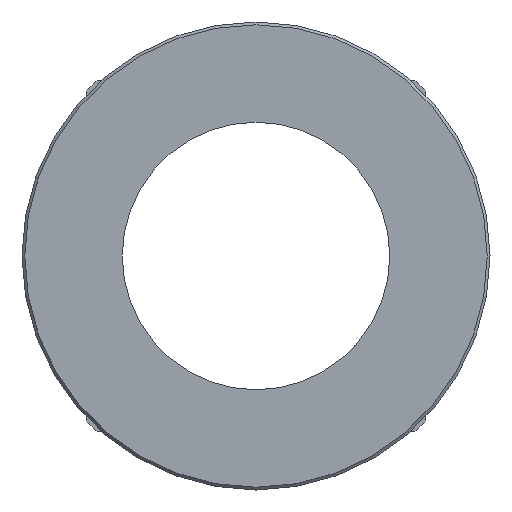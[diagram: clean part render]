
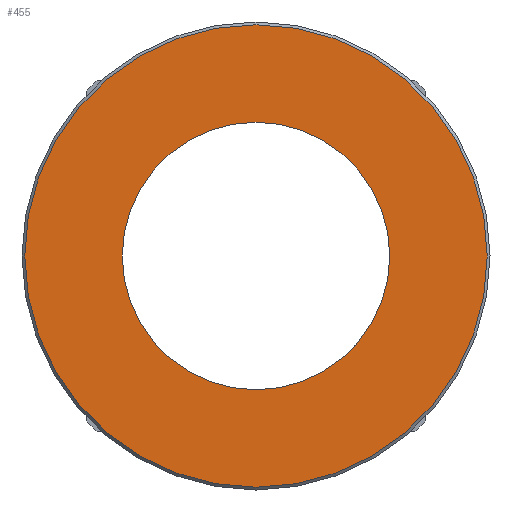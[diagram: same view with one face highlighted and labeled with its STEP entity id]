
A CAD part, left-side view. The second image highlights one B-rep face of the part: STEP entity #455.
In plain terms, the highlighted planar face has unit normal (-1, 0, 0).
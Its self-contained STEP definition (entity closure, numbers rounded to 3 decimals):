
#46=PLANE($,#502);
#57=CIRCLE($,#484,24.);
#66=CIRCLE($,#498,41.5);
#104=FACE_BOUND($,#182,.T.);
#105=FACE_BOUND($,#183,.T.);
#182=EDGE_LOOP($,(#352));
#183=EDGE_LOOP($,(#353));
#237=VERTEX_POINT($,#973);
#246=VERTEX_POINT($,#996);
#281=EDGE_CURVE($,#237,#237,#57,.T.);
#290=EDGE_CURVE($,#246,#246,#66,.T.);
#352=ORIENTED_EDGE($,*,*,#281,.T.);
#353=ORIENTED_EDGE($,*,*,#290,.F.);
#455=ADVANCED_FACE($,(#104,#105),#46,.T.);
#484=AXIS2_PLACEMENT_3D($,#974,#553,#554);
#498=AXIS2_PLACEMENT_3D($,#997,#581,#582);
#502=AXIS2_PLACEMENT_3D($,#1003,#589,#590);
#553=DIRECTION('center_axis',(1.,0.,0.));
#554=DIRECTION('ref_axis',(0.,1.,0.));
#581=DIRECTION('center_axis',(1.,0.,0.));
#582=DIRECTION('ref_axis',(0.,-1.,0.));
#589=DIRECTION('center_axis',(-1.,0.,0.));
#590=DIRECTION('ref_axis',(0.,0.,1.));
#973=CARTESIAN_POINT('',(0.,24.,0.));
#974=CARTESIAN_POINT('Origin',(0.,0.,0.));
#996=CARTESIAN_POINT('',(0.,41.5,0.));
#997=CARTESIAN_POINT('Origin',(0.,0.,0.));
#1003=CARTESIAN_POINT('Origin',(0.,33.,0.));
